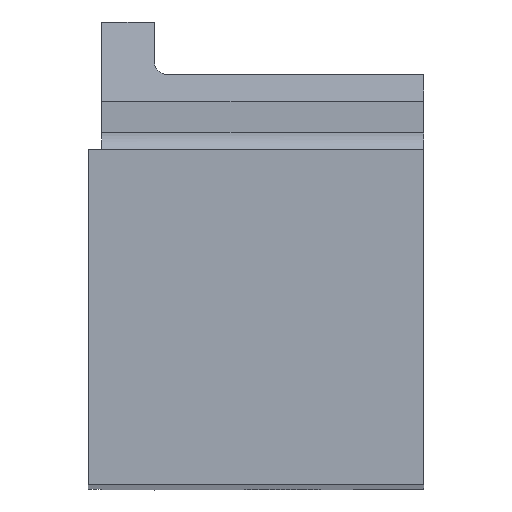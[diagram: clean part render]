
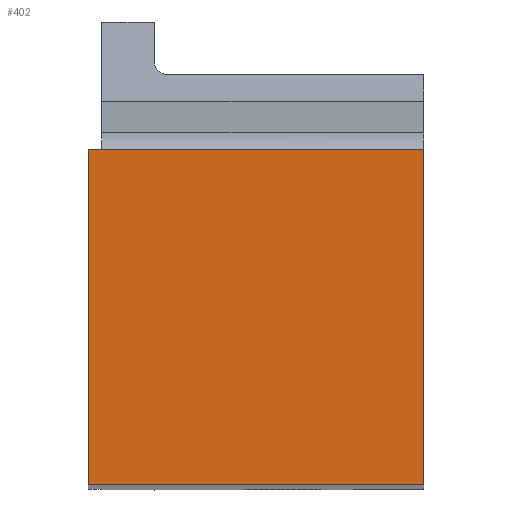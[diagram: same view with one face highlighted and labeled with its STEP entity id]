
A CAD part, top view. The second image highlights one B-rep face of the part: STEP entity #402.
In plain terms, the highlighted planar face has unit normal (0, 0, 1).
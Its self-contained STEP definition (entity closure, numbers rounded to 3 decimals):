
#402=ADVANCED_FACE('',(#529),#494,.T.);
#494=PLANE('',#2050);
#529=FACE_OUTER_BOUND('',#618,.T.);
#618=EDGE_LOOP('',(#716,#717,#718,#719));
#716=ORIENTED_EDGE('',*,*,#1417,.F.);
#717=ORIENTED_EDGE('',*,*,#1418,.T.);
#718=ORIENTED_EDGE('',*,*,#1419,.F.);
#719=ORIENTED_EDGE('',*,*,#1420,.F.);
#1238=VERTEX_POINT('',#2785);
#1241=VERTEX_POINT('',#2790);
#1242=VERTEX_POINT('',#2794);
#1243=VERTEX_POINT('',#2796);
#1417=EDGE_CURVE('',#1241,#1238,#1680,.T.);
#1418=EDGE_CURVE('',#1241,#1242,#1681,.T.);
#1419=EDGE_CURVE('',#1243,#1242,#1682,.T.);
#1420=EDGE_CURVE('',#1238,#1243,#1683,.T.);
#1680=LINE('',#2791,#1815);
#1681=LINE('',#2793,#1816);
#1682=LINE('',#2795,#1817);
#1683=LINE('',#2797,#1818);
#1815=VECTOR('',#2262,1.);
#1816=VECTOR('',#2265,1.);
#1817=VECTOR('',#2266,1.);
#1818=VECTOR('',#2267,1.);
#2050=AXIS2_PLACEMENT_3D('',#2798,#2268,#2269);
#2262=DIRECTION('',(0.,1.,0.));
#2265=DIRECTION('',(1.,0.,0.));
#2266=DIRECTION('',(0.,-1.,0.));
#2267=DIRECTION('',(1.,0.,0.));
#2268=DIRECTION('',(0.,0.,1.));
#2269=DIRECTION('',(1.,0.,0.));
#2785=CARTESIAN_POINT('',(-12.7,12.7,0.));
#2790=CARTESIAN_POINT('',(-12.7,0.,0.));
#2791=CARTESIAN_POINT('',(-12.7,0.,0.));
#2793=CARTESIAN_POINT('',(-12.7,0.,0.));
#2794=CARTESIAN_POINT('',(0.,0.,0.));
#2795=CARTESIAN_POINT('',(0.,12.7,0.));
#2796=CARTESIAN_POINT('',(0.,12.7,0.));
#2797=CARTESIAN_POINT('',(-12.7,12.7,0.));
#2798=CARTESIAN_POINT('',(-6.35,6.35,0.));
